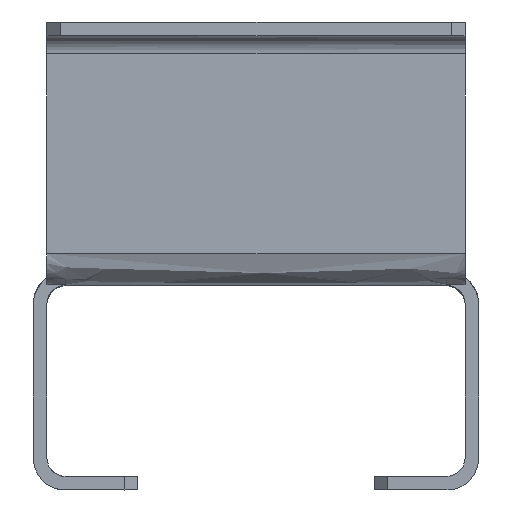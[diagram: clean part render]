
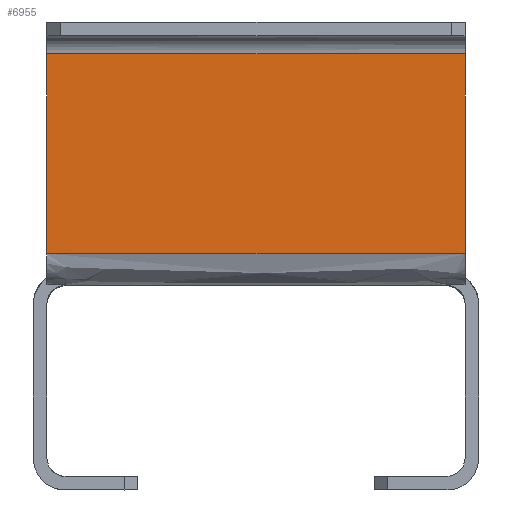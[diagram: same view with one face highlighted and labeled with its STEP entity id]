
A CAD part, left-side view. The second image highlights one B-rep face of the part: STEP entity #6955.
In plain terms, the highlighted free-form (B-spline) face has degree [1, 1] with [2, 2] control points.
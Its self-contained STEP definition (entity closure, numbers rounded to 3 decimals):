
#6920=CARTESIAN_POINT('F6',(-488.221,
   -832.085,-622.493));
#6921=CARTESIAN_POINT('F6',(-488.221,
   -786.025,-622.493));
#6922=CARTESIAN_POINT('F6',(-488.221,
   -832.085,-600.433));
#6923=CARTESIAN_POINT('F6',(-488.221,
   -786.025,-600.433));
#6924=B_SPLINE_SURFACE_WITH_KNOTS('F6',1,1,((#6920,#6922),(#6921,
   #6923)),.PLANE_SURF.,.F.,.F.,.U.,(2,2),(2,2),(0.0,
   2.088),(0.0,1.0),.UNSPECIFIED.);
#6925=CARTESIAN_POINT('V123',(-488.221,
   -786.055,-600.463));
#6926=VERTEX_POINT('V123',#6925);
#6927=CARTESIAN_POINT('V122',(-488.221,
   -832.055,-600.463));
#6928=VERTEX_POINT('V122',#6927);
#6929=CARTESIAN_POINT('E122',(-488.221,
   -786.055,-600.463));
#6930=CARTESIAN_POINT('E122',(-488.221,
   -832.055,-600.463));
#6931=QUASI_UNIFORM_CURVE('E122',1,(#6929,#6930),.POLYLINE_FORM.,.F.,
   .U.);
#6932=EDGE_CURVE('E122',#6926,#6928,#6931,.T.);
#6933=ORIENTED_EDGE('E122',*,*,#6932,.F.);
#6934=CARTESIAN_POINT('V124',(-488.221,
   -786.055,-622.463));
#6935=VERTEX_POINT('V124',#6934);
#6936=CARTESIAN_POINT('E123',(-488.221,
   -786.055,-622.463));
#6937=CARTESIAN_POINT('E123',(-488.221,
   -786.055,-600.463));
#6938=QUASI_UNIFORM_CURVE('E123',1,(#6936,#6937),.POLYLINE_FORM.,.F.,
   .U.);
#6939=EDGE_CURVE('E123',#6935,#6926,#6938,.T.);
#6940=ORIENTED_EDGE('E123',*,*,#6939,.F.);
#6941=CARTESIAN_POINT('V121',(-488.221,
   -832.055,-622.463));
#6942=VERTEX_POINT('V121',#6941);
#6943=CARTESIAN_POINT('E124',(-488.221,
   -832.055,-622.463));
#6944=CARTESIAN_POINT('E124',(-488.221,
   -786.055,-622.463));
#6945=QUASI_UNIFORM_CURVE('E124',1,(#6943,#6944),.POLYLINE_FORM.,.F.,
   .U.);
#6946=EDGE_CURVE('E124',#6942,#6935,#6945,.T.);
#6947=ORIENTED_EDGE('E124',*,*,#6946,.F.);
#6948=CARTESIAN_POINT('E121',(-488.221,
   -832.055,-600.463));
#6949=CARTESIAN_POINT('E121',(-488.221,
   -832.055,-622.463));
#6950=QUASI_UNIFORM_CURVE('E121',1,(#6948,#6949),.POLYLINE_FORM.,.F.,
   .U.);
#6951=EDGE_CURVE('E121',#6928,#6942,#6950,.T.);
#6952=ORIENTED_EDGE('E121',*,*,#6951,.F.);
#6953=EDGE_LOOP('F6',(#6933,#6940,#6947,#6952));
#6954=FACE_OUTER_BOUND('F6',#6953,.T.);
#6955=ADVANCED_FACE('F6',(#6954),#6924,.F.);
